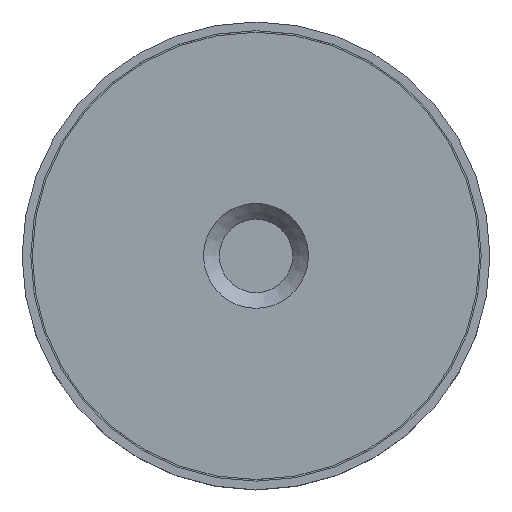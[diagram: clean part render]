
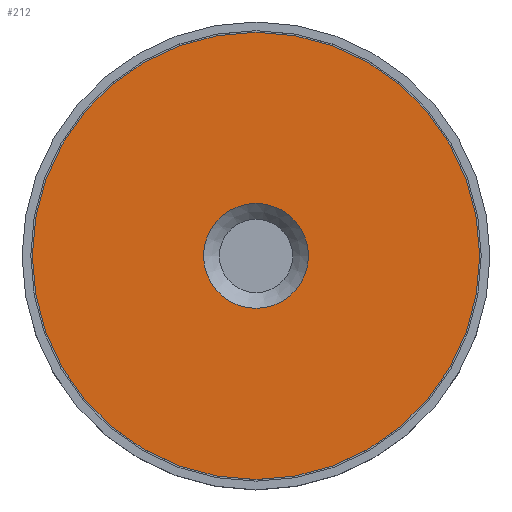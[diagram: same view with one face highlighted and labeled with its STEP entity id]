
A CAD part, top view. The second image highlights one B-rep face of the part: STEP entity #212.
In plain terms, the highlighted planar face has unit normal (0, 0, 1).
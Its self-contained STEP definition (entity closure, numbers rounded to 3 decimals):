
#41=PLANE('',#254);
#51=FACE_BOUND('',#102,.T.);
#72=FACE_OUTER_BOUND('',#101,.T.);
#101=EDGE_LOOP('',(#181));
#102=EDGE_LOOP('',(#182));
#120=CIRCLE('',#253,3.319);
#121=CIRCLE('',#255,14.15);
#136=VERTEX_POINT('',#380);
#137=VERTEX_POINT('',#383);
#152=EDGE_CURVE('',#136,#136,#120,.T.);
#153=EDGE_CURVE('',#137,#137,#121,.T.);
#181=ORIENTED_EDGE('',*,*,#153,.T.);
#182=ORIENTED_EDGE('',*,*,#152,.F.);
#212=ADVANCED_FACE('',(#72,#51),#41,.T.);
#253=AXIS2_PLACEMENT_3D('',#381,#323,#324);
#254=AXIS2_PLACEMENT_3D('',#382,#325,#326);
#255=AXIS2_PLACEMENT_3D('',#384,#327,#328);
#323=DIRECTION('center_axis',(0.,0.,1.));
#324=DIRECTION('ref_axis',(-1.,0.,0.));
#325=DIRECTION('center_axis',(0.,0.,1.));
#326=DIRECTION('ref_axis',(1.,0.,0.));
#327=DIRECTION('center_axis',(0.,0.,1.));
#328=DIRECTION('ref_axis',(1.,0.,0.));
#380=CARTESIAN_POINT('',(3.319,0.,7.5));
#381=CARTESIAN_POINT('Origin',(0.,0.,7.5));
#382=CARTESIAN_POINT('Origin',(0.,0.,7.5));
#383=CARTESIAN_POINT('',(14.15,0.,7.5));
#384=CARTESIAN_POINT('Origin',(0.,0.,7.5));
